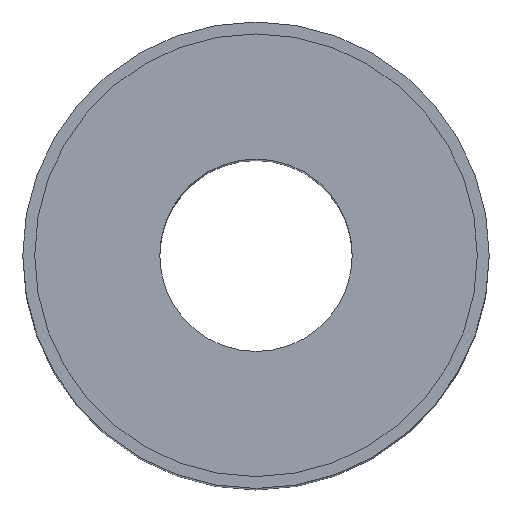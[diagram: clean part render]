
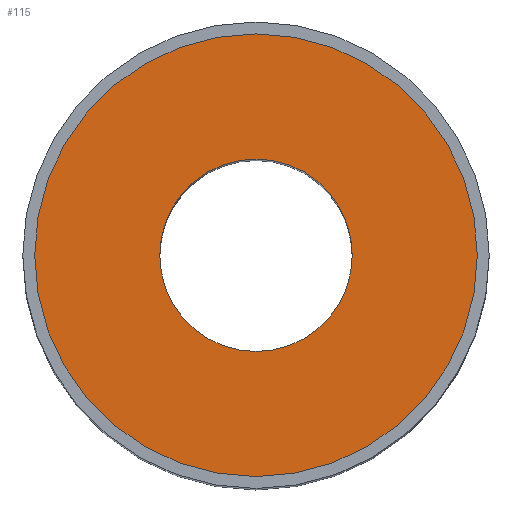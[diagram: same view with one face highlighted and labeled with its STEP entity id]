
A CAD part, top view. The second image highlights one B-rep face of the part: STEP entity #115.
In plain terms, the highlighted planar face has unit normal (0, 0, 1).
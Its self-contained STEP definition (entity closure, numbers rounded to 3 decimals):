
#19=FACE_BOUND('',#42,.T.);
#23=PLANE('',#146);
#31=FACE_OUTER_BOUND('',#41,.T.);
#41=EDGE_LOOP('',(#101));
#42=EDGE_LOOP('',(#102));
#58=CIRCLE('',#142,6.35);
#60=CIRCLE('',#145,14.605);
#66=VERTEX_POINT('',#204);
#68=VERTEX_POINT('',#210);
#77=EDGE_CURVE('',#66,#66,#58,.T.);
#80=EDGE_CURVE('',#68,#68,#60,.T.);
#101=ORIENTED_EDGE('',*,*,#80,.T.);
#102=ORIENTED_EDGE('',*,*,#77,.T.);
#115=ADVANCED_FACE('',(#31,#19),#23,.T.);
#142=AXIS2_PLACEMENT_3D('',#206,#173,#174);
#145=AXIS2_PLACEMENT_3D('',#212,#180,#181);
#146=AXIS2_PLACEMENT_3D('',#213,#182,#183);
#173=DIRECTION('center_axis',(0.,0.,-1.));
#174=DIRECTION('ref_axis',(-1.,0.,0.));
#180=DIRECTION('center_axis',(0.,0.,1.));
#181=DIRECTION('ref_axis',(-1.,0.,0.));
#182=DIRECTION('center_axis',(0.,0.,1.));
#183=DIRECTION('ref_axis',(-1.,0.,0.));
#204=CARTESIAN_POINT('',(6.35,0.,57.15));
#206=CARTESIAN_POINT('Origin',(0.,0.,57.15));
#210=CARTESIAN_POINT('',(14.605,0.,57.15));
#212=CARTESIAN_POINT('Origin',(0.,0.,57.15));
#213=CARTESIAN_POINT('Origin',(0.,0.,57.15));
